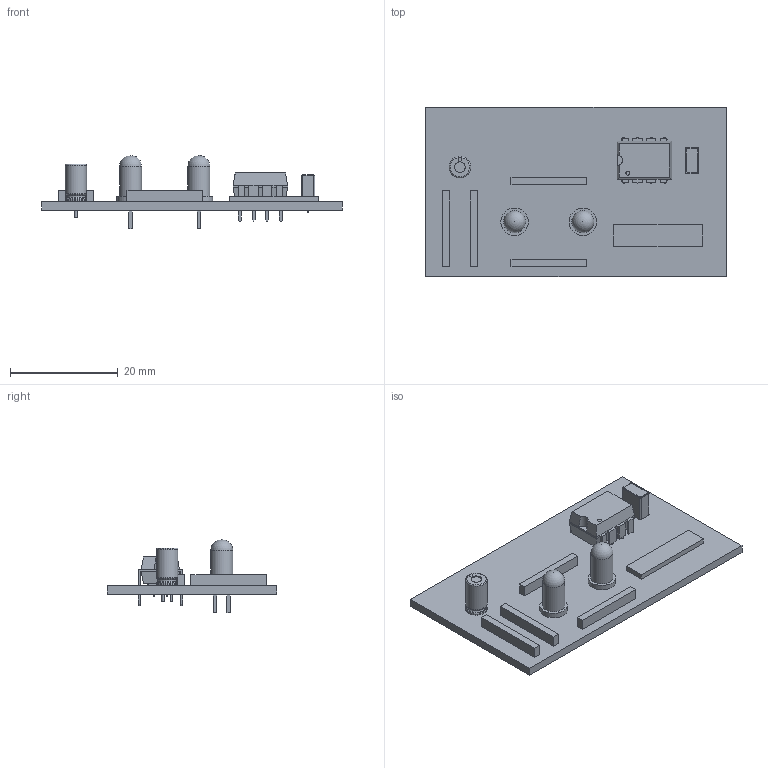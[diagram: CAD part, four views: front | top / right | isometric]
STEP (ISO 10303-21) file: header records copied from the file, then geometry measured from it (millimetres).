
FILE_DESCRIPTION(/* description */ (''),/* implementation_level */ '2;1');
FILE_NAME(/* name */ '9802be04-be50-4a4e-b3f6-007e1350f99c.stp',/* time_stamp */ '2018-12-01T16:49:07+00:00',/* author */ (''),/* organization */ (''),/* preprocessor_version */ 'ST-DEVELOPER v17.2',/* originating_system */ 'Autodesk Translation Framework v7.6.0.251',/* authorisation */ '');
FILE_SCHEMA (('AUTOMOTIVE_DESIGN { 1 0 10303 214 3 1 1 }'));
Length unit declared in the file: millimetre
Products named in the file (9): 9802be04-be50-4a4e-b3f6-007e1350f99c; PCB Component; Board; 3V; 22uF; 0.1uF; LED5MM; 100; NE555N
Assembly tree (12 placements, depth 3):
  9802be04-be50-4a4e-b3f6-007e1350f99c
    PCB Component
      Board
      3V
      22uF
      0.1uF
      LED5MM  x2
      100  x4
      NE555N
Bounding box: 55.87 x 31.42 x 13.6 mm (x, y, z)
Volume: 3658.7 mm3; surface area: 5445.3 mm2
Topology: 11 solids, 11 shells, 302 faces, 754 edges, 490 vertices
Faces by surface type: plane 233, cylinder 51, torus 12, cone 4, sphere 2
Full cylindrical faces by diameter (mm): 0.45 x2, 0.711 x2, 0.762 x1, 0.8 x1, 0.813 x22, 2 x2, 2.4 x1, 2.8 x1, 4.1 x2, 5.1 x2
Entity records: 8842 total; most frequent: CARTESIAN_POINT 1534, DIRECTION 1404, ORIENTED_EDGE 1362, EDGE_CURVE 681, LINE 530, VECTOR 530, VERTEX_POINT 441, AXIS2_PLACEMENT_3D 437
